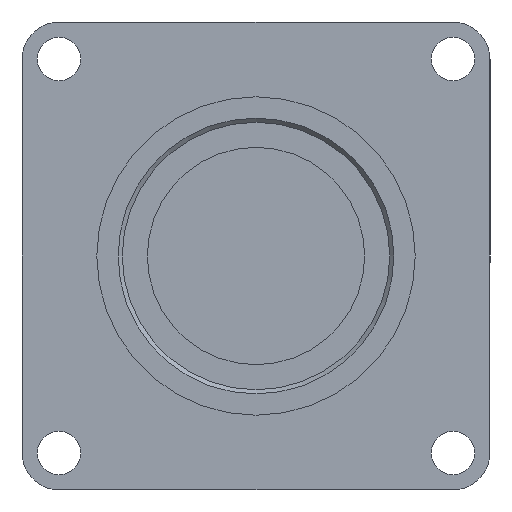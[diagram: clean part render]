
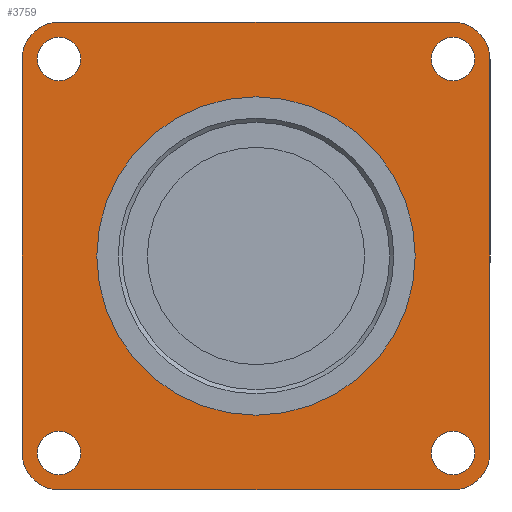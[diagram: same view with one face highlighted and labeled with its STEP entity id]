
A CAD part, left-side view. The second image highlights one B-rep face of the part: STEP entity #3759.
In plain terms, the highlighted planar face has unit normal (-1, 0, 0).
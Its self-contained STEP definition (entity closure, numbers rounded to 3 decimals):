
#71=FACE_BOUND('',#580,.T.);
#72=FACE_BOUND('',#581,.T.);
#73=FACE_BOUND('',#582,.T.);
#74=FACE_BOUND('',#583,.T.);
#75=FACE_BOUND('',#584,.T.);
#201=PLANE('',#4106);
#376=FACE_OUTER_BOUND('',#579,.T.);
#579=EDGE_LOOP('',(#3299,#3300,#3301,#3302,#3303,#3304,#3305,#3306));
#580=EDGE_LOOP('',(#3307));
#581=EDGE_LOOP('',(#3308));
#582=EDGE_LOOP('',(#3309));
#583=EDGE_LOOP('',(#3310));
#584=EDGE_LOOP('',(#3311));
#923=LINE('',#6320,#1266);
#925=LINE('',#6326,#1268);
#931=LINE('',#6341,#1274);
#938=LINE('',#6359,#1281);
#1266=VECTOR('',#5063,10.);
#1268=VECTOR('',#5067,10.);
#1274=VECTOR('',#5081,10.);
#1281=VECTOR('',#5102,10.);
#1427=CIRCLE('',#4096,4.5);
#1429=CIRCLE('',#4100,4.5);
#1431=CIRCLE('',#4103,4.5);
#1433=CIRCLE('',#4107,4.5);
#1434=CIRCLE('',#4108,19.05);
#1435=CIRCLE('',#4109,2.6);
#1436=CIRCLE('',#4110,2.6);
#1437=CIRCLE('',#4111,2.6);
#1438=CIRCLE('',#4112,2.6);
#1778=VERTEX_POINT('',#6313);
#1780=VERTEX_POINT('',#6318);
#1781=VERTEX_POINT('',#6322);
#1783=VERTEX_POINT('',#6325);
#1785=VERTEX_POINT('',#6332);
#1787=VERTEX_POINT('',#6338);
#1789=VERTEX_POINT('',#6348);
#1792=VERTEX_POINT('',#6355);
#1793=VERTEX_POINT('',#6362);
#1794=VERTEX_POINT('',#6364);
#1795=VERTEX_POINT('',#6366);
#1796=VERTEX_POINT('',#6368);
#1797=VERTEX_POINT('',#6370);
#2284=EDGE_CURVE('',#1780,#1778,#923,.T.);
#2286=EDGE_CURVE('',#1781,#1783,#925,.T.);
#2290=EDGE_CURVE('',#1785,#1780,#1427,.T.);
#2294=EDGE_CURVE('',#1787,#1785,#931,.T.);
#2297=EDGE_CURVE('',#1783,#1787,#1429,.T.);
#2299=EDGE_CURVE('',#1778,#1789,#1431,.T.);
#2305=EDGE_CURVE('',#1789,#1792,#938,.T.);
#2306=EDGE_CURVE('',#1792,#1781,#1433,.T.);
#2307=EDGE_CURVE('',#1793,#1793,#1434,.T.);
#2308=EDGE_CURVE('',#1794,#1794,#1435,.T.);
#2309=EDGE_CURVE('',#1795,#1795,#1436,.T.);
#2310=EDGE_CURVE('',#1796,#1796,#1437,.T.);
#2311=EDGE_CURVE('',#1797,#1797,#1438,.T.);
#3299=ORIENTED_EDGE('',*,*,#2306,.F.);
#3300=ORIENTED_EDGE('',*,*,#2305,.F.);
#3301=ORIENTED_EDGE('',*,*,#2299,.F.);
#3302=ORIENTED_EDGE('',*,*,#2284,.F.);
#3303=ORIENTED_EDGE('',*,*,#2290,.F.);
#3304=ORIENTED_EDGE('',*,*,#2294,.F.);
#3305=ORIENTED_EDGE('',*,*,#2297,.F.);
#3306=ORIENTED_EDGE('',*,*,#2286,.F.);
#3307=ORIENTED_EDGE('',*,*,#2307,.T.);
#3308=ORIENTED_EDGE('',*,*,#2308,.T.);
#3309=ORIENTED_EDGE('',*,*,#2309,.T.);
#3310=ORIENTED_EDGE('',*,*,#2310,.T.);
#3311=ORIENTED_EDGE('',*,*,#2311,.T.);
#3759=ADVANCED_FACE('',(#376,#71,#72,#73,#74,#75),#201,.T.);
#4096=AXIS2_PLACEMENT_3D('',#6333,#5073,#5074);
#4100=AXIS2_PLACEMENT_3D('',#6345,#5086,#5087);
#4103=AXIS2_PLACEMENT_3D('',#6349,#5092,#5093);
#4106=AXIS2_PLACEMENT_3D('',#6360,#5103,#5104);
#4107=AXIS2_PLACEMENT_3D('',#6361,#5105,#5106);
#4108=AXIS2_PLACEMENT_3D('',#6363,#5107,#5108);
#4109=AXIS2_PLACEMENT_3D('',#6365,#5109,#5110);
#4110=AXIS2_PLACEMENT_3D('',#6367,#5111,#5112);
#4111=AXIS2_PLACEMENT_3D('',#6369,#5113,#5114);
#4112=AXIS2_PLACEMENT_3D('',#6371,#5115,#5116);
#5063=DIRECTION('',(0.,-1.,0.));
#5067=DIRECTION('',(0.,1.,0.));
#5073=DIRECTION('center_axis',(1.,0.,0.));
#5074=DIRECTION('ref_axis',(0.,0.707,0.707));
#5081=DIRECTION('',(0.,0.,1.));
#5086=DIRECTION('center_axis',(1.,0.,0.));
#5087=DIRECTION('ref_axis',(0.,0.707,-0.707));
#5092=DIRECTION('center_axis',(1.,0.,0.));
#5093=DIRECTION('ref_axis',(0.,-0.707,0.707));
#5102=DIRECTION('',(0.,0.,-1.));
#5103=DIRECTION('center_axis',(-1.,0.,0.));
#5104=DIRECTION('ref_axis',(0.,0.,
1.));
#5105=DIRECTION('center_axis',(1.,0.,0.));
#5106=DIRECTION('ref_axis',(0.,-0.707,-0.707));
#5107=DIRECTION('center_axis',(1.,0.,0.));
#5108=DIRECTION('ref_axis',(0.,0.,-1.));
#5109=DIRECTION('center_axis',(1.,0.,0.));
#5110=DIRECTION('ref_axis',(0.,0.,-1.));
#5111=DIRECTION('center_axis',(1.,0.,0.));
#5112=DIRECTION('ref_axis',(0.,0.,-1.));
#5113=DIRECTION('center_axis',(1.,0.,0.));
#5114=DIRECTION('ref_axis',(0.,0.,-1.));
#5115=DIRECTION('center_axis',(1.,0.,0.));
#5116=DIRECTION('ref_axis',(0.,0.,-1.));
#6313=CARTESIAN_POINT('',(-29.4,-23.5,28.));
#6318=CARTESIAN_POINT('',(-29.4,23.5,28.));
#6320=CARTESIAN_POINT('',(-29.4,-14.,28.));
#6322=CARTESIAN_POINT('',(-29.4,-23.5,-28.));
#6325=CARTESIAN_POINT('',(-29.4,23.5,-28.));
#6326=CARTESIAN_POINT('',(-29.4,14.,-28.));
#6332=CARTESIAN_POINT('',(-29.4,28.,23.5));
#6333=CARTESIAN_POINT('Origin',(-29.4,23.5,23.5));
#6338=CARTESIAN_POINT('',(-29.4,28.,-23.5));
#6341=CARTESIAN_POINT('',(-29.4,28.,14.));
#6345=CARTESIAN_POINT('Origin',(-29.4,23.5,-23.5));
#6348=CARTESIAN_POINT('',(-29.4,-28.,23.5));
#6349=CARTESIAN_POINT('Origin',(-29.4,-23.5,23.5));
#6355=CARTESIAN_POINT('',(-29.4,-28.,-23.5));
#6359=CARTESIAN_POINT('',(-29.4,-28.,-14.));
#6360=CARTESIAN_POINT('Origin',(-29.4,28.,0.));
#6361=CARTESIAN_POINT('Origin',(-29.4,-23.5,-23.5));
#6362=CARTESIAN_POINT('',(-29.4,0.,19.05));
#6363=CARTESIAN_POINT('Origin',(-29.4,0.,0.));
#6364=CARTESIAN_POINT('',(-29.4,-23.57,-20.97));
#6365=CARTESIAN_POINT('Origin',(-29.4,-23.57,-23.57));
#6366=CARTESIAN_POINT('',(-29.4,23.57,26.17));
#6367=CARTESIAN_POINT('Origin',(-29.4,23.57,23.57));
#6368=CARTESIAN_POINT('',(-29.4,23.57,-20.97));
#6369=CARTESIAN_POINT('Origin',(-29.4,23.57,-23.57));
#6370=CARTESIAN_POINT('',(-29.4,-23.57,26.17));
#6371=CARTESIAN_POINT('Origin',(-29.4,-23.57,23.57));
